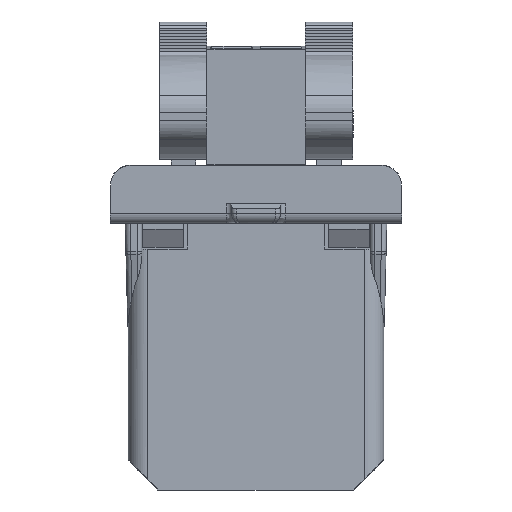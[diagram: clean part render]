
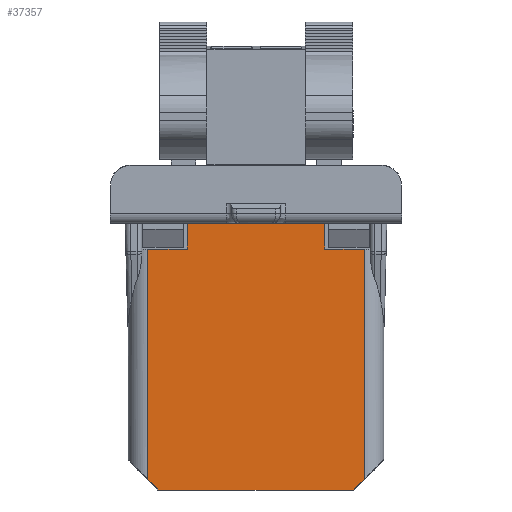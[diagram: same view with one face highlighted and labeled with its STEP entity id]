
A CAD part, front view. The second image highlights one B-rep face of the part: STEP entity #37357.
In plain terms, the highlighted planar face has unit normal (0, -1, 0).
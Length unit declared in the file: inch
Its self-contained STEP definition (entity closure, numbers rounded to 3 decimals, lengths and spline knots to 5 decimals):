
#10 = VERTEX_POINT ( 'NONE', #8169 ) ;
#320 = CARTESIAN_POINT ( 'NONE',  ( -0.51181, -0.15748, 0.96457 ) ) ;
#1469 = CARTESIAN_POINT ( 'NONE',  ( 0.38976, -0.15748, 0. ) ) ;
#2692 = PLANE ( 'NONE',  #18644 ) ;
#3030 = EDGE_CURVE ( 'NONE', #5446, #28553, #26875, .T. ) ;
#3548 = VERTEX_POINT ( 'NONE', #25186 ) ;
#5446 = VERTEX_POINT ( 'NONE', #21524 ) ;
#6077 = ORIENTED_EDGE ( 'NONE', *, *, #31330, .T. ) ;
#6088 = LINE ( 'NONE', #32385, #41697 ) ;
#7399 = VERTEX_POINT ( 'NONE', #36658 ) ;
#7828 = CARTESIAN_POINT ( 'NONE',  ( -0.45079, -0.15748, 0.06102 ) ) ;
#7937 = ORIENTED_EDGE ( 'NONE', *, *, #18226, .T. ) ;
#8169 = CARTESIAN_POINT ( 'NONE',  ( 0.27559, -0.15748, 0.96457 ) ) ;
#9712 = VECTOR ( 'NONE', #14813, 39.37008 ) ;
#9819 = ORIENTED_EDGE ( 'NONE', *, *, #9853, .F. ) ;
#9853 = EDGE_CURVE ( 'NONE', #3548, #33324, #38393, .T. ) ;
#9863 = CARTESIAN_POINT ( 'NONE',  ( -0.27559, -0.15748, 0. ) ) ;
#10244 = DIRECTION ( 'NONE',  ( 0., 0., 1. ) ) ;
#10263 = CARTESIAN_POINT ( 'NONE',  ( -0.43307, -0.15748, 0.96457 ) ) ;
#11328 = CARTESIAN_POINT ( 'NONE',  ( -0.43307, -0.15748, 0. ) ) ;
#11582 = LINE ( 'NONE', #33051, #37292 ) ;
#11693 = ORIENTED_EDGE ( 'NONE', *, *, #18109, .T. ) ;
#12108 = ORIENTED_EDGE ( 'NONE', *, *, #14698, .T. ) ;
#12210 = CARTESIAN_POINT ( 'NONE',  ( -0.51181, -0.15748, 0. ) ) ;
#12505 = DIRECTION ( 'NONE',  ( 0., -1., 0. ) ) ;
#12997 = DIRECTION ( 'NONE',  ( 1., 0., 0. ) ) ;
#13448 = EDGE_CURVE ( 'NONE', #10, #23468, #30108, .T. ) ;
#14698 = EDGE_CURVE ( 'NONE', #3548, #7399, #26821, .T. ) ;
#14813 = DIRECTION ( 'NONE',  ( 0., 0., -1. ) ) ;
#15599 = DIRECTION ( 'NONE',  ( -0.707, 0., -0.707 ) ) ;
#16350 = ORIENTED_EDGE ( 'NONE', *, *, #3030, .T. ) ;
#17405 = VECTOR ( 'NONE', #10244, 39.37008 ) ;
#17451 = VECTOR ( 'NONE', #43271, 39.37008 ) ;
#17796 = CARTESIAN_POINT ( 'NONE',  ( -0.43307, -0.15748, 0.04331 ) ) ;
#18109 = EDGE_CURVE ( 'NONE', #30443, #29288, #23884, .T. ) ;
#18226 = EDGE_CURVE ( 'NONE', #23468, #5446, #6088, .T. ) ;
#18641 = LINE ( 'NONE', #28113, #34366 ) ;
#18644 = AXIS2_PLACEMENT_3D ( 'NONE', #12210, #12505, #29055 ) ;
#19945 = VERTEX_POINT ( 'NONE', #21676 ) ;
#20583 = EDGE_LOOP ( 'NONE', ( #16350, #34898, #11693, #29559, #24378, #9819, #12108, #6077, #30085, #7937 ) ) ;
#20660 = VECTOR ( 'NONE', #23310, 39.37008 ) ;
#21524 = CARTESIAN_POINT ( 'NONE',  ( -0.27559, -0.15748, 1.06693 ) ) ;
#21547 = CARTESIAN_POINT ( 'NONE',  ( 0.27559, -0.15748, 1.06693 ) ) ;
#21676 = CARTESIAN_POINT ( 'NONE',  ( -0.38976, -0.15748, 0. ) ) ;
#23310 = DIRECTION ( 'NONE',  ( -0.707, 0., 0.707 ) ) ;
#23468 = VERTEX_POINT ( 'NONE', #21547 ) ;
#23884 = LINE ( 'NONE', #11328, #9712 ) ;
#23994 = VECTOR ( 'NONE', #36978, 39.37008 ) ;
#24378 = ORIENTED_EDGE ( 'NONE', *, *, #38487, .T. ) ;
#24729 = DIRECTION ( 'NONE',  ( 0., 0., 1. ) ) ;
#25186 = CARTESIAN_POINT ( 'NONE',  ( 0.43307, -0.15748, 0.04331 ) ) ;
#25255 = FACE_OUTER_BOUND ( 'NONE', #20583, .T. ) ;
#26090 = LINE ( 'NONE', #320, #23994 ) ;
#26789 = CARTESIAN_POINT ( 'NONE',  ( -0.27559, -0.15748, 0.96457 ) ) ;
#26821 = LINE ( 'NONE', #30448, #17405 ) ;
#26875 = LINE ( 'NONE', #9863, #17451 ) ;
#27668 = DIRECTION ( 'NONE',  ( -1., 0., 0. ) ) ;
#28113 = CARTESIAN_POINT ( 'NONE',  ( -0.51181, -0.15748, 0.96457 ) ) ;
#28553 = VERTEX_POINT ( 'NONE', #26789 ) ;
#29055 = DIRECTION ( 'NONE',  ( 0., 0., -1. ) ) ;
#29288 = VERTEX_POINT ( 'NONE', #17796 ) ;
#29559 = ORIENTED_EDGE ( 'NONE', *, *, #33072, .F. ) ;
#30085 = ORIENTED_EDGE ( 'NONE', *, *, #13448, .T. ) ;
#30108 = LINE ( 'NONE', #34550, #36936 ) ;
#30443 = VERTEX_POINT ( 'NONE', #10263 ) ;
#30448 = CARTESIAN_POINT ( 'NONE',  ( 0.43307, -0.15748, 0. ) ) ;
#31330 = EDGE_CURVE ( 'NONE', #7399, #10, #26090, .T. ) ;
#32155 = EDGE_CURVE ( 'NONE', #28553, #30443, #18641, .T. ) ;
#32385 = CARTESIAN_POINT ( 'NONE',  ( -0.51181, -0.15748, 1.06693 ) ) ;
#33051 = CARTESIAN_POINT ( 'NONE',  ( -0.51181, -0.15748, 0. ) ) ;
#33072 = EDGE_CURVE ( 'NONE', #19945, #29288, #36401, .T. ) ;
#33324 = VERTEX_POINT ( 'NONE', #1469 ) ;
#34366 = VECTOR ( 'NONE', #27668, 39.37008 ) ;
#34550 = CARTESIAN_POINT ( 'NONE',  ( 0.27559, -0.15748, 0. ) ) ;
#34898 = ORIENTED_EDGE ( 'NONE', *, *, #32155, .T. ) ;
#35247 = VECTOR ( 'NONE', #15599, 39.37008 ) ;
#35536 = CARTESIAN_POINT ( 'NONE',  ( 0.45079, -0.15748, 0.06102 ) ) ;
#36401 = LINE ( 'NONE', #7828, #20660 ) ;
#36658 = CARTESIAN_POINT ( 'NONE',  ( 0.43307, -0.15748, 0.96457 ) ) ;
#36936 = VECTOR ( 'NONE', #24729, 39.37008 ) ;
#36978 = DIRECTION ( 'NONE',  ( -1., 0., 0. ) ) ;
#37292 = VECTOR ( 'NONE', #12997, 39.37008 ) ;
#37357 = ADVANCED_FACE ( 'NONE', ( #25255 ), #2692, .T. ) ;
#38393 = LINE ( 'NONE', #35536, #35247 ) ;
#38487 = EDGE_CURVE ( 'NONE', #19945, #33324, #11582, .T. ) ;
#39254 = DIRECTION ( 'NONE',  ( -1., 0., 0. ) ) ;
#41697 = VECTOR ( 'NONE', #39254, 39.37008 ) ;
#43271 = DIRECTION ( 'NONE',  ( 0., 0., -1. ) ) ;
